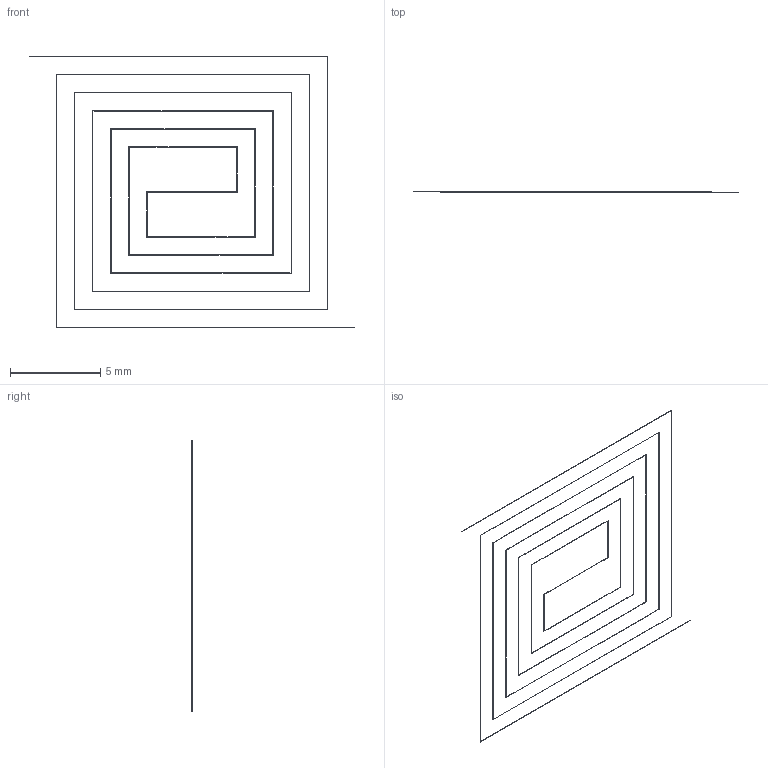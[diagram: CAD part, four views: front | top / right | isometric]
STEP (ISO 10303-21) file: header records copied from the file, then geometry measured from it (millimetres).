
FILE_DESCRIPTION (( 'STEP AP214' ), '1' );
FILE_NAME ('DS.STEP', '2020-06-22T11:17:49', ( '' ), ( '' ), 'SwSTEP 2.0', 'SolidWorks 2018', '' );
FILE_SCHEMA (( 'AUTOMOTIVE_DESIGN' ));
Length unit declared in the file: micrometre
Products named in the file (1): DS
Bounding box: 18 x 0 x 15.03 mm (x, y, z)
Volume: 0 mm3; surface area: 12.6 mm2
Topology: 1 solids, 1 shells, 142 faces, 284 edges, 144 vertices
Faces by surface type: plane 142
Entity records: 3454 total; most frequent: CARTESIAN_POINT 571, DIRECTION 570, ORIENTED_EDGE 568, LINE 284, EDGE_CURVE 284, VECTOR 284, VERTEX_POINT 144, AXIS2_PLACEMENT_3D 143
